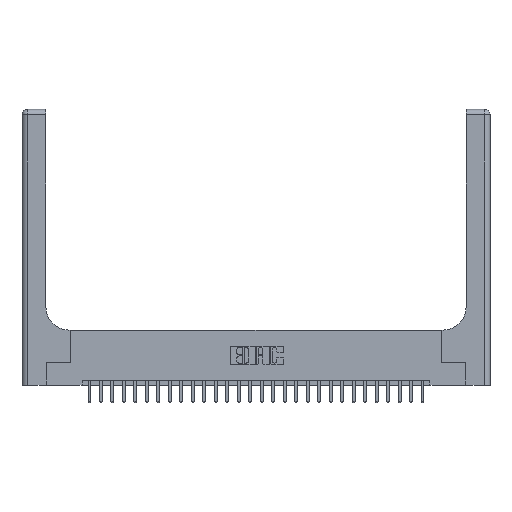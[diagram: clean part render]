
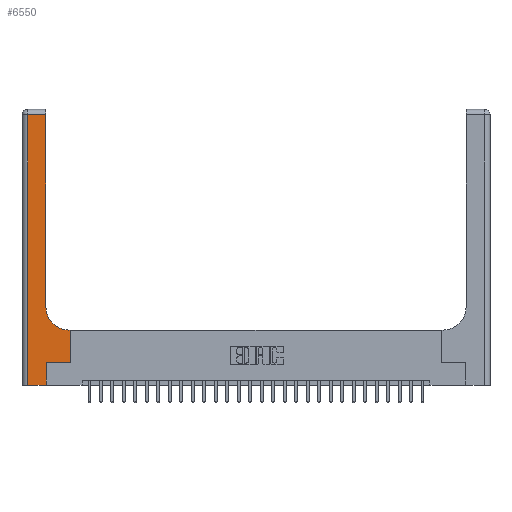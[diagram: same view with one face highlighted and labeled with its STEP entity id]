
A CAD part, top view. The second image highlights one B-rep face of the part: STEP entity #6550.
In plain terms, the highlighted planar face has unit normal (0, 0, 1).
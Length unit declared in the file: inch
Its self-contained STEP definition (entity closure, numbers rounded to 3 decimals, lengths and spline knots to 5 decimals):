
#372 = CARTESIAN_POINT ( 'NONE',  ( 0.06, 0., 0.37 ) ) ;
#436 = EDGE_CURVE ( 'NONE', #12032, #10883, #1363, .T. ) ;
#857 = CARTESIAN_POINT ( 'NONE',  ( 0.51, 0.6, 0.37 ) ) ;
#1060 = DIRECTION ( 'NONE',  ( 0., 0., -1. ) ) ;
#1231 = PLANE ( 'NONE',  #24194 ) ;
#1321 = DIRECTION ( 'NONE',  ( -1., 0., 0. ) ) ;
#1363 = LINE ( 'NONE', #8209, #25366 ) ;
#1792 = DIRECTION ( 'NONE',  ( 0., 1., 0. ) ) ;
#1839 = ORIENTED_EDGE ( 'NONE', *, *, #18229, .T. ) ;
#2979 = EDGE_CURVE ( 'NONE', #23917, #4326, #7008, .T. ) ;
#3257 = EDGE_CURVE ( 'NONE', #25528, #24271, #14885, .T. ) ;
#3359 = ORIENTED_EDGE ( 'NONE', *, *, #16641, .T. ) ;
#3385 = ORIENTED_EDGE ( 'NONE', *, *, #8199, .T. ) ;
#3467 = DIRECTION ( 'NONE',  ( 0., 1., 0. ) ) ;
#4280 = DIRECTION ( 'NONE',  ( -1., 0., 0. ) ) ;
#4326 = VERTEX_POINT ( 'NONE', #372 ) ;
#4678 = ORIENTED_EDGE ( 'NONE', *, *, #22101, .T. ) ;
#5738 = VECTOR ( 'NONE', #21749, 39.37008 ) ;
#6066 = VECTOR ( 'NONE', #7632, 39.37008 ) ;
#6380 = LINE ( 'NONE', #13794, #6066 ) ;
#6550 = ADVANCED_FACE ( 'NONE', ( #22653 ), #1231, .F. ) ;
#6924 = EDGE_CURVE ( 'NONE', #25046, #20824, #13207, .T. ) ;
#7008 = LINE ( 'NONE', #23814, #5738 ) ;
#7111 = CARTESIAN_POINT ( 'NONE',  ( 0.06, 2.94, 0.37 ) ) ;
#7246 = CARTESIAN_POINT ( 'NONE',  ( 0.26, 0.85, 0.37 ) ) ;
#7490 = LINE ( 'NONE', #22603, #11651 ) ;
#7491 = CARTESIAN_POINT ( 'NONE',  ( 0., 3., 0.37 ) ) ;
#7632 = DIRECTION ( 'NONE',  ( -1., 0., 0. ) ) ;
#8199 = EDGE_CURVE ( 'NONE', #4326, #25046, #7490, .T. ) ;
#8209 = CARTESIAN_POINT ( 'NONE',  ( 0.26, 3., 0.37 ) ) ;
#8212 = DIRECTION ( 'NONE',  ( 0., 1., 0. ) ) ;
#8388 = CARTESIAN_POINT ( 'NONE',  ( 0.265, 0., 0.37 ) ) ;
#8921 = LINE ( 'NONE', #22555, #16634 ) ;
#8988 = DIRECTION ( 'NONE',  ( 0., 0., -1. ) ) ;
#9177 = CARTESIAN_POINT ( 'NONE',  ( 0.51, 0.85, 0.37 ) ) ;
#9870 = ORIENTED_EDGE ( 'NONE', *, *, #436, .T. ) ;
#10883 = VERTEX_POINT ( 'NONE', #18073 ) ;
#11318 = DIRECTION ( 'NONE',  ( 1., 0., 0. ) ) ;
#11359 = VERTEX_POINT ( 'NONE', #857 ) ;
#11651 = VECTOR ( 'NONE', #16335, 39.37008 ) ;
#12032 = VERTEX_POINT ( 'NONE', #7246 ) ;
#12609 = EDGE_CURVE ( 'NONE', #10883, #23917, #8921, .T. ) ;
#13207 = LINE ( 'NONE', #20473, #18025 ) ;
#13336 = DIRECTION ( 'NONE',  ( 1., 0., 0. ) ) ;
#13668 = CARTESIAN_POINT ( 'NONE',  ( 0.528, 0.25, 0.37 ) ) ;
#13794 = CARTESIAN_POINT ( 'NONE',  ( 0.26, 0.6, 0.37 ) ) ;
#13856 = AXIS2_PLACEMENT_3D ( 'NONE', #9177, #8988, #11318 ) ;
#14251 = VECTOR ( 'NONE', #3467, 39.37008 ) ;
#14885 = LINE ( 'NONE', #13668, #14251 ) ;
#15377 = ORIENTED_EDGE ( 'NONE', *, *, #6924, .T. ) ;
#15748 = VECTOR ( 'NONE', #13336, 39.37008 ) ;
#15954 = CARTESIAN_POINT ( 'NONE',  ( 0.528, 0.6, 0.37 ) ) ;
#16335 = DIRECTION ( 'NONE',  ( 1., 0., 0. ) ) ;
#16634 = VECTOR ( 'NONE', #4280, 39.37008 ) ;
#16641 = EDGE_CURVE ( 'NONE', #20824, #25528, #18355, .T. ) ;
#17320 = ORIENTED_EDGE ( 'NONE', *, *, #12609, .T. ) ;
#18025 = VECTOR ( 'NONE', #8212, 39.37008 ) ;
#18073 = CARTESIAN_POINT ( 'NONE',  ( 0.26, 2.94, 0.37 ) ) ;
#18229 = EDGE_CURVE ( 'NONE', #24271, #11359, #6380, .T. ) ;
#18259 = ORIENTED_EDGE ( 'NONE', *, *, #2979, .T. ) ;
#18355 = LINE ( 'NONE', #21849, #15748 ) ;
#20473 = CARTESIAN_POINT ( 'NONE',  ( 0.265, 0., 0.37 ) ) ;
#20824 = VERTEX_POINT ( 'NONE', #22301 ) ;
#21749 = DIRECTION ( 'NONE',  ( 0., -1., 0. ) ) ;
#21849 = CARTESIAN_POINT ( 'NONE',  ( 0.265, 0.25, 0.37 ) ) ;
#22101 = EDGE_CURVE ( 'NONE', #11359, #12032, #24792, .T. ) ;
#22301 = CARTESIAN_POINT ( 'NONE',  ( 0.265, 0.25, 0.37 ) ) ;
#22511 = EDGE_LOOP ( 'NONE', ( #9870, #17320, #18259, #3385, #15377, #3359, #22895, #1839, #4678 ) ) ;
#22555 = CARTESIAN_POINT ( 'NONE',  ( 0., 2.94, 0.37 ) ) ;
#22603 = CARTESIAN_POINT ( 'NONE',  ( 0., 0., 0.37 ) ) ;
#22653 = FACE_OUTER_BOUND ( 'NONE', #22511, .T. ) ;
#22895 = ORIENTED_EDGE ( 'NONE', *, *, #3257, .T. ) ;
#23814 = CARTESIAN_POINT ( 'NONE',  ( 0.06, 3., 0.37 ) ) ;
#23917 = VERTEX_POINT ( 'NONE', #7111 ) ;
#24194 = AXIS2_PLACEMENT_3D ( 'NONE', #7491, #1060, #1321 ) ;
#24271 = VERTEX_POINT ( 'NONE', #15954 ) ;
#24792 = CIRCLE ( 'NONE', #13856, 0.25 ) ;
#24924 = CARTESIAN_POINT ( 'NONE',  ( 0.528, 0.25, 0.37 ) ) ;
#25046 = VERTEX_POINT ( 'NONE', #8388 ) ;
#25366 = VECTOR ( 'NONE', #1792, 39.37008 ) ;
#25528 = VERTEX_POINT ( 'NONE', #24924 ) ;
